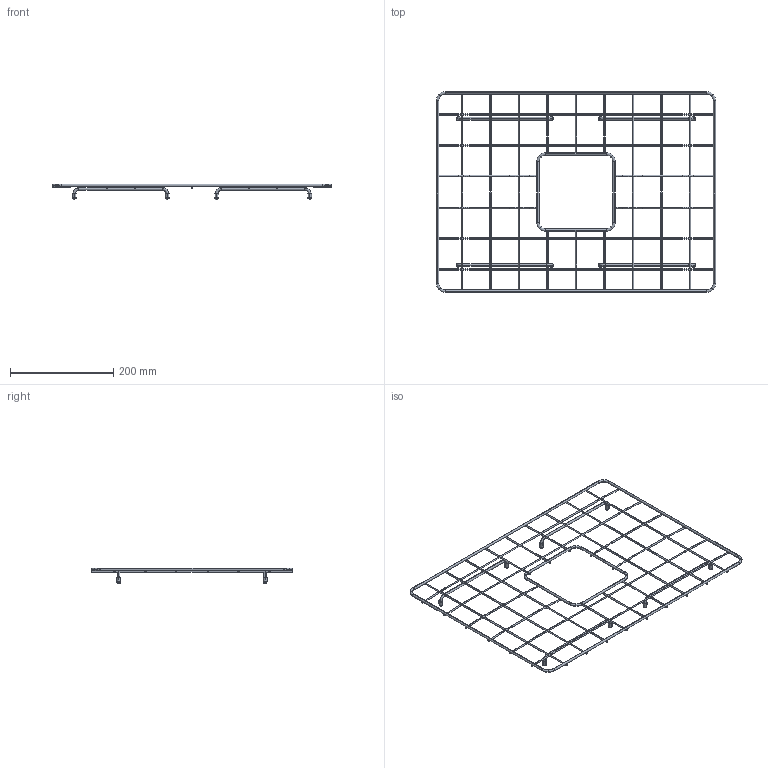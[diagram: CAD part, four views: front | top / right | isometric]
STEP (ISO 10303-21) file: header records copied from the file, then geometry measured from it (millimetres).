
FILE_DESCRIPTION((''),'2;1');
FILE_NAME('2300-2014_ASM','2021-10-13T',('timv'),(''),'CREO PARAMETRIC BY PTC INC, 2015080','CREO PARAMETRIC BY PTC INC, 2015080','');
FILE_SCHEMA(('CONFIG_CONTROL_DESIGN'));
Length unit declared in the file: millimetre
Products named in the file (16): CAN07EC021ES1QY_4; CAN07EC021ES1QY_27; CAN07EC021ES1QY_1; CAN07EC021ES1QY_2; CAN07EC021ES1QY_5; CAN07EC021ES1QY_6; CAN07EC021ES1QY_7; CAN07EC021ES1QY_8; CAN07EC021ES1QY_9; CAN07EC021ES1QY_10; CAN07EC021ES1QY_11; CAN07EC021ES1QY_23; GL-180; GLF-100; CAN07EC021ES1QY_ASM; 2300-2014_ASM
Assembly tree (35 placements, depth 3):
  2300-2014_ASM
    CAN07EC021ES1QY_ASM
      CAN07EC021ES1QY_4
      CAN07EC021ES1QY_27  x6
      CAN07EC021ES1QY_1
      CAN07EC021ES1QY_2  x6
      CAN07EC021ES1QY_5
      CAN07EC021ES1QY_6
      CAN07EC021ES1QY_7
      CAN07EC021ES1QY_8
      CAN07EC021ES1QY_9
      CAN07EC021ES1QY_10
      CAN07EC021ES1QY_11
      CAN07EC021ES1QY_23
      GL-180  x4
      GLF-100  x8
Bounding box: 540.19 x 388.2 x 30.2 mm (x, y, z)
Volume: 104462.7 mm3; surface area: 109879.4 mm2
Topology: 34 solids, 34 shells, 352 faces, 688 edges, 392 vertices
Faces by surface type: torus 112, cylinder 112, plane 64, cone 48, sphere 16
Entity records: 6120 total; most frequent: DIRECTION 1342, CARTESIAN_POINT 950, ORIENTED_EDGE 840, AXIS2_PLACEMENT_3D 631, EDGE_CURVE 420, CIRCLE 340, VERTEX_POINT 239, EDGE_LOOP 207
